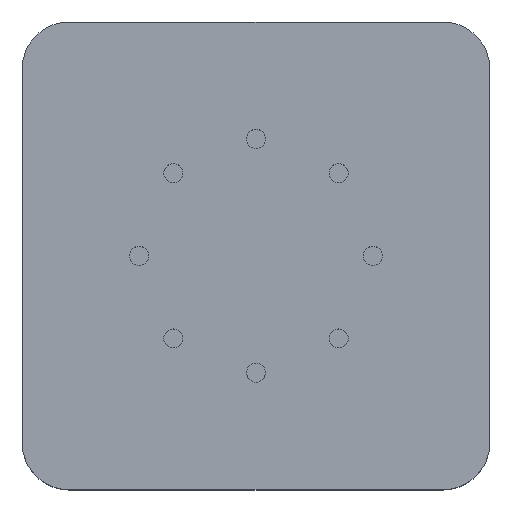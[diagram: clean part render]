
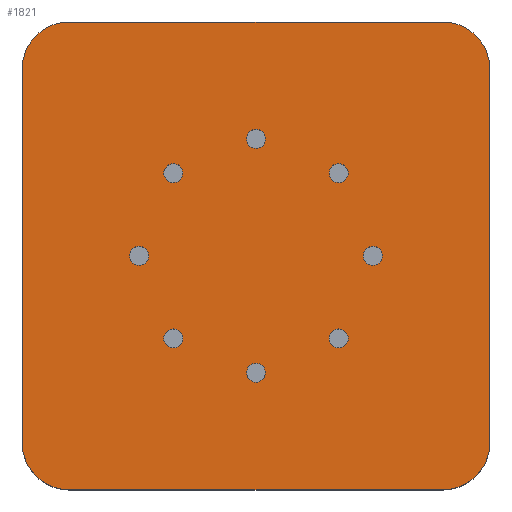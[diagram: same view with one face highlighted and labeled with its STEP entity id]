
A CAD part, top view. The second image highlights one B-rep face of the part: STEP entity #1821.
In plain terms, the highlighted planar face has unit normal (0, 0, 1).
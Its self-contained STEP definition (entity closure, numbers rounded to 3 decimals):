
#33=FACE_BOUND('',#317,.T.);
#34=FACE_BOUND('',#318,.T.);
#35=FACE_BOUND('',#319,.T.);
#36=FACE_BOUND('',#320,.T.);
#37=FACE_BOUND('',#321,.T.);
#38=FACE_BOUND('',#322,.T.);
#39=FACE_BOUND('',#323,.T.);
#40=FACE_BOUND('',#324,.T.);
#92=PLANE('',#2040);
#195=FACE_OUTER_BOUND('',#316,.T.);
#316=EDGE_LOOP('',(#1652,#1653,#1654,#1655,#1656,#1657,#1658,#1659));
#317=EDGE_LOOP('',(#1660));
#318=EDGE_LOOP('',(#1661));
#319=EDGE_LOOP('',(#1662));
#320=EDGE_LOOP('',(#1663));
#321=EDGE_LOOP('',(#1664));
#322=EDGE_LOOP('',(#1665));
#323=EDGE_LOOP('',(#1666));
#324=EDGE_LOOP('',(#1667));
#375=LINE('',#2808,#528);
#383=LINE('',#2833,#536);
#474=LINE('',#3126,#627);
#477=LINE('',#3133,#630);
#528=VECTOR('',#2229,10.);
#536=VECTOR('',#2251,10.);
#627=VECTOR('',#2594,10.);
#630=VECTOR('',#2603,10.);
#679=CIRCLE('',#1909,4.);
#680=CIRCLE('',#1912,4.);
#723=CIRCLE('',#2010,0.812);
#724=CIRCLE('',#2012,0.812);
#725=CIRCLE('',#2014,0.812);
#726=CIRCLE('',#2016,0.812);
#727=CIRCLE('',#2018,0.812);
#728=CIRCLE('',#2020,0.812);
#729=CIRCLE('',#2022,0.812);
#730=CIRCLE('',#2024,0.812);
#731=CIRCLE('',#2035,4.);
#732=CIRCLE('',#2038,4.);
#814=VERTEX_POINT('',#2805);
#815=VERTEX_POINT('',#2807);
#824=VERTEX_POINT('',#2827);
#825=VERTEX_POINT('',#2831);
#826=VERTEX_POINT('',#2835);
#892=VERTEX_POINT('',#3073);
#893=VERTEX_POINT('',#3077);
#894=VERTEX_POINT('',#3081);
#895=VERTEX_POINT('',#3085);
#896=VERTEX_POINT('',#3089);
#897=VERTEX_POINT('',#3093);
#898=VERTEX_POINT('',#3097);
#899=VERTEX_POINT('',#3101);
#900=VERTEX_POINT('',#3121);
#901=VERTEX_POINT('',#3125);
#902=VERTEX_POINT('',#3129);
#997=EDGE_CURVE('',#815,#814,#375,.T.);
#1008=EDGE_CURVE('',#814,#824,#679,.T.);
#1010=EDGE_CURVE('',#824,#825,#383,.T.);
#1012=EDGE_CURVE('',#825,#826,#680,.T.);
#1128=EDGE_CURVE('',#892,#892,#723,.T.);
#1130=EDGE_CURVE('',#893,#893,#724,.T.);
#1132=EDGE_CURVE('',#894,#894,#725,.T.);
#1134=EDGE_CURVE('',#895,#895,#726,.T.);
#1136=EDGE_CURVE('',#896,#896,#727,.T.);
#1138=EDGE_CURVE('',#897,#897,#728,.T.);
#1140=EDGE_CURVE('',#898,#898,#729,.T.);
#1142=EDGE_CURVE('',#899,#899,#730,.T.);
#1151=EDGE_CURVE('',#900,#815,#731,.T.);
#1153=EDGE_CURVE('',#901,#900,#474,.T.);
#1155=EDGE_CURVE('',#902,#901,#732,.T.);
#1157=EDGE_CURVE('',#826,#902,#477,.T.);
#1652=ORIENTED_EDGE('',*,*,#1012,.T.);
#1653=ORIENTED_EDGE('',*,*,#1157,.T.);
#1654=ORIENTED_EDGE('',*,*,#1155,.T.);
#1655=ORIENTED_EDGE('',*,*,#1153,.T.);
#1656=ORIENTED_EDGE('',*,*,#1151,.T.);
#1657=ORIENTED_EDGE('',*,*,#997,.T.);
#1658=ORIENTED_EDGE('',*,*,#1008,.T.);
#1659=ORIENTED_EDGE('',*,*,#1010,.T.);
#1660=ORIENTED_EDGE('',*,*,#1128,.T.);
#1661=ORIENTED_EDGE('',*,*,#1130,.T.);
#1662=ORIENTED_EDGE('',*,*,#1132,.T.);
#1663=ORIENTED_EDGE('',*,*,#1134,.T.);
#1664=ORIENTED_EDGE('',*,*,#1136,.T.);
#1665=ORIENTED_EDGE('',*,*,#1138,.T.);
#1666=ORIENTED_EDGE('',*,*,#1140,.T.);
#1667=ORIENTED_EDGE('',*,*,#1142,.T.);
#1821=ADVANCED_FACE('',(#195,#33,#34,#35,#36,#37,#38,#39,#40),#92,.T.);
#1909=AXIS2_PLACEMENT_3D('',#2829,#2246,#2247);
#1912=AXIS2_PLACEMENT_3D('',#2837,#2255,#2256);
#2010=AXIS2_PLACEMENT_3D('',#3074,#2524,#2525);
#2012=AXIS2_PLACEMENT_3D('',#3078,#2529,#2530);
#2014=AXIS2_PLACEMENT_3D('',#3082,#2534,#2535);
#2016=AXIS2_PLACEMENT_3D('',#3086,#2539,#2540);
#2018=AXIS2_PLACEMENT_3D('',#3090,#2544,#2545);
#2020=AXIS2_PLACEMENT_3D('',#3094,#2549,#2550);
#2022=AXIS2_PLACEMENT_3D('',#3098,#2554,#2555);
#2024=AXIS2_PLACEMENT_3D('',#3102,#2559,#2560);
#2035=AXIS2_PLACEMENT_3D('',#3122,#2589,#2590);
#2038=AXIS2_PLACEMENT_3D('',#3130,#2598,#2599);
#2040=AXIS2_PLACEMENT_3D('',#3134,#2604,#2605);
#2229=DIRECTION('',(0.,1.,0.));
#2246=DIRECTION('center_axis',(0.,0.,1.));
#2247=DIRECTION('ref_axis',(1.,0.,0.));
#2251=DIRECTION('',(-1.,0.,0.));
#2255=DIRECTION('center_axis',(0.,0.,1.));
#2256=DIRECTION('ref_axis',(0.,1.,0.));
#2524=DIRECTION('center_axis',(0.,0.,-1.));
#2525=DIRECTION('ref_axis',(1.,0.,0.));
#2529=DIRECTION('center_axis',(0.,0.,-1.));
#2530=DIRECTION('ref_axis',(1.,0.,0.));
#2534=DIRECTION('center_axis',(0.,0.,-1.));
#2535=DIRECTION('ref_axis',(1.,0.,0.));
#2539=DIRECTION('center_axis',(0.,0.,-1.));
#2540=DIRECTION('ref_axis',(1.,0.,0.));
#2544=DIRECTION('center_axis',(0.,0.,-1.));
#2545=DIRECTION('ref_axis',(1.,0.,0.));
#2549=DIRECTION('center_axis',(0.,0.,-1.));
#2550=DIRECTION('ref_axis',(1.,0.,0.));
#2554=DIRECTION('center_axis',(0.,0.,-1.));
#2555=DIRECTION('ref_axis',(1.,0.,0.));
#2559=DIRECTION('center_axis',(0.,0.,-1.));
#2560=DIRECTION('ref_axis',(1.,0.,0.));
#2589=DIRECTION('center_axis',(0.,0.,1.));
#2590=DIRECTION('ref_axis',(0.,-1.,0.));
#2594=DIRECTION('',(1.,0.,0.));
#2598=DIRECTION('center_axis',(0.,0.,1.));
#2599=DIRECTION('ref_axis',(-1.,0.,0.));
#2603=DIRECTION('',(0.,-1.,0.));
#2604=DIRECTION('center_axis',(0.,0.,1.));
#2605=DIRECTION('ref_axis',(1.,0.,0.));
#2805=CARTESIAN_POINT('',(20.,16.,20.));
#2807=CARTESIAN_POINT('',(20.,-16.,20.));
#2808=CARTESIAN_POINT('',(20.,16.,20.));
#2827=CARTESIAN_POINT('',(16.,20.,20.));
#2829=CARTESIAN_POINT('Origin',(16.,16.,20.));
#2831=CARTESIAN_POINT('',(-16.,20.,20.));
#2833=CARTESIAN_POINT('',(-16.,20.,20.));
#2835=CARTESIAN_POINT('',(-20.,16.,20.));
#2837=CARTESIAN_POINT('Origin',(-16.,16.,20.));
#3073=CARTESIAN_POINT('',(-0.812,-10.,20.));
#3074=CARTESIAN_POINT('Origin',(0.,-10.,
20.));
#3077=CARTESIAN_POINT('',(-0.812,10.,20.));
#3078=CARTESIAN_POINT('Origin',(0.,10.,
20.));
#3081=CARTESIAN_POINT('',(-7.883,7.071,20.));
#3082=CARTESIAN_POINT('Origin',(-7.071,7.071,20.));
#3085=CARTESIAN_POINT('',(6.26,-7.071,20.));
#3086=CARTESIAN_POINT('Origin',(7.071,-7.071,20.));
#3089=CARTESIAN_POINT('',(-7.883,-7.071,20.));
#3090=CARTESIAN_POINT('Origin',(-7.071,-7.071,20.));
#3093=CARTESIAN_POINT('',(6.26,7.071,20.));
#3094=CARTESIAN_POINT('Origin',(7.071,7.071,20.));
#3097=CARTESIAN_POINT('',(-10.812,0.,20.));
#3098=CARTESIAN_POINT('Origin',(-10.,0.,
20.));
#3101=CARTESIAN_POINT('',(9.189,0.,20.));
#3102=CARTESIAN_POINT('Origin',(10.,0.,20.));
#3121=CARTESIAN_POINT('',(16.,-20.,20.));
#3122=CARTESIAN_POINT('Origin',(16.,-16.,20.));
#3125=CARTESIAN_POINT('',(-16.,-20.,20.));
#3126=CARTESIAN_POINT('',(16.,-20.,20.));
#3129=CARTESIAN_POINT('',(-20.,-16.,20.));
#3130=CARTESIAN_POINT('Origin',(-16.,-16.,20.));
#3133=CARTESIAN_POINT('',(-20.,-16.,20.));
#3134=CARTESIAN_POINT('Origin',(0.,0.,20.));
